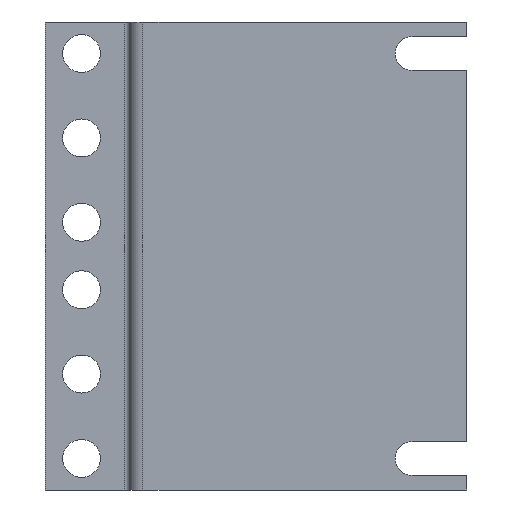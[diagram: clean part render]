
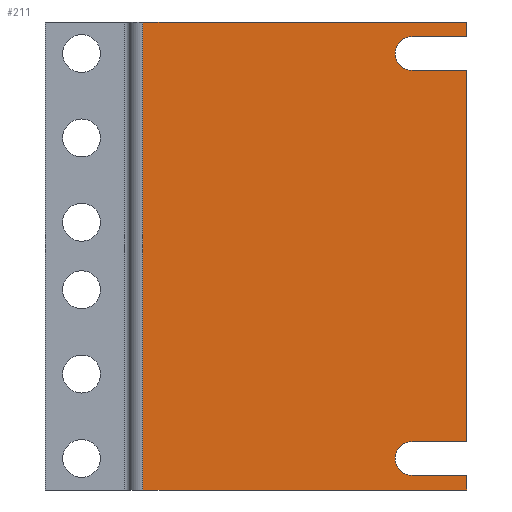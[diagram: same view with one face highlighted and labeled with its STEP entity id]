
A CAD part, front view. The second image highlights one B-rep face of the part: STEP entity #211.
In plain terms, the highlighted planar face has unit normal (0, -1, 0).
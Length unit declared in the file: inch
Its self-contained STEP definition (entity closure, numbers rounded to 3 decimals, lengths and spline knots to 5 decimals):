
#4 = DIRECTION ( 'NONE',  ( 0., 0., 1. ) ) ;
#18 = PLANE ( 'NONE',  #341 ) ;
#26 = EDGE_CURVE ( 'NONE', #619, #263, #404, .T. ) ;
#31 = DIRECTION ( 'NONE',  ( 0., -1., 0. ) ) ;
#48 = VECTOR ( 'NONE', #870, 39.37008 ) ;
#86 = VECTOR ( 'NONE', #707, 39.37008 ) ;
#88 = CARTESIAN_POINT ( 'NONE',  ( -1.5625, 0., 1.375 ) ) ;
#104 = CARTESIAN_POINT ( 'NONE',  ( 1.5625, 0., -1.625 ) ) ;
#119 = ORIENTED_EDGE ( 'NONE', *, *, #193, .F. ) ;
#135 = CARTESIAN_POINT ( 'NONE',  ( 1.1565, 0., 1.375 ) ) ;
#137 = LINE ( 'NONE', #914, #420 ) ;
#162 = DIRECTION ( 'NONE',  ( 0., 0., -1. ) ) ;
#173 = AXIS2_PLACEMENT_3D ( 'NONE', #672, #31, #805 ) ;
#181 = ORIENTED_EDGE ( 'NONE', *, *, #656, .F. ) ;
#183 = EDGE_CURVE ( 'NONE', #874, #473, #629, .T. ) ;
#193 = EDGE_CURVE ( 'NONE', #794, #874, #137, .T. ) ;
#211 = ADVANCED_FACE ( 'NONE', ( #352 ), #18, .F. ) ;
#212 = CARTESIAN_POINT ( 'NONE',  ( 1.1565, 0., -1.5 ) ) ;
#226 = EDGE_CURVE ( 'NONE', #586, #608, #850, .T. ) ;
#232 = CARTESIAN_POINT ( 'NONE',  ( 1.5625, 0., 1.734 ) ) ;
#234 = ORIENTED_EDGE ( 'NONE', *, *, #626, .F. ) ;
#239 = ORIENTED_EDGE ( 'NONE', *, *, #281, .F. ) ;
#243 = CARTESIAN_POINT ( 'NONE',  ( -0.83769, 0., -1.734 ) ) ;
#253 = CARTESIAN_POINT ( 'NONE',  ( 1.1565, 0., -1.625 ) ) ;
#260 = DIRECTION ( 'NONE',  ( 1., 0., 0. ) ) ;
#263 = VERTEX_POINT ( 'NONE', #729 ) ;
#264 = EDGE_CURVE ( 'NONE', #540, #825, #733, .T. ) ;
#273 = CARTESIAN_POINT ( 'NONE',  ( 1.5625, 0., 1.734 ) ) ;
#279 = DIRECTION ( 'NONE',  ( 0., 0., -1. ) ) ;
#281 = EDGE_CURVE ( 'NONE', #825, #586, #570, .T. ) ;
#285 = LINE ( 'NONE', #848, #686 ) ;
#287 = CARTESIAN_POINT ( 'NONE',  ( 1.5625, 0., -1.734 ) ) ;
#297 = DIRECTION ( 'NONE',  ( 0., 1., 0. ) ) ;
#304 = EDGE_CURVE ( 'NONE', #354, #757, #593, .T. ) ;
#306 = LINE ( 'NONE', #806, #415 ) ;
#307 = ORIENTED_EDGE ( 'NONE', *, *, #226, .F. ) ;
#317 = CARTESIAN_POINT ( 'NONE',  ( 1.1565, 0., -1.375 ) ) ;
#341 = AXIS2_PLACEMENT_3D ( 'NONE', #726, #297, #867 ) ;
#352 = FACE_OUTER_BOUND ( 'NONE', #488, .T. ) ;
#354 = VERTEX_POINT ( 'NONE', #104 ) ;
#358 = CARTESIAN_POINT ( 'NONE',  ( 1.5625, 0., -1.375 ) ) ;
#360 = LINE ( 'NONE', #273, #861 ) ;
#369 = VECTOR ( 'NONE', #607, 39.37008 ) ;
#375 = DIRECTION ( 'NONE',  ( 1., 0., 0. ) ) ;
#383 = CARTESIAN_POINT ( 'NONE',  ( -1.5625, 0., 1.625 ) ) ;
#404 = LINE ( 'NONE', #899, #527 ) ;
#415 = VECTOR ( 'NONE', #162, 39.37008 ) ;
#420 = VECTOR ( 'NONE', #796, 39.37008 ) ;
#446 = LINE ( 'NONE', #702, #86 ) ;
#451 = AXIS2_PLACEMENT_3D ( 'NONE', #212, #503, #514 ) ;
#455 = ORIENTED_EDGE ( 'NONE', *, *, #183, .F. ) ;
#473 = VERTEX_POINT ( 'NONE', #253 ) ;
#478 = VECTOR ( 'NONE', #719, 39.37008 ) ;
#488 = EDGE_LOOP ( 'NONE', ( #307, #239, #635, #234, #779, #599, #909, #533, #181, #455, #119, #631 ) ) ;
#503 = DIRECTION ( 'NONE',  ( 0., -1., 0. ) ) ;
#514 = DIRECTION ( 'NONE',  ( 0., 0., -1. ) ) ;
#520 = CARTESIAN_POINT ( 'NONE',  ( 1.1565, 0., 1.625 ) ) ;
#527 = VECTOR ( 'NONE', #260, 39.37008 ) ;
#533 = ORIENTED_EDGE ( 'NONE', *, *, #304, .F. ) ;
#540 = VERTEX_POINT ( 'NONE', #769 ) ;
#570 = CIRCLE ( 'NONE', #173, 0.125 ) ;
#586 = VERTEX_POINT ( 'NONE', #135 ) ;
#593 = LINE ( 'NONE', #232, #369 ) ;
#599 = ORIENTED_EDGE ( 'NONE', *, *, #633, .F. ) ;
#607 = DIRECTION ( 'NONE',  ( 0., 0., -1. ) ) ;
#608 = VERTEX_POINT ( 'NONE', #642 ) ;
#619 = VERTEX_POINT ( 'NONE', #918 ) ;
#626 = EDGE_CURVE ( 'NONE', #263, #540, #360, .T. ) ;
#629 = CIRCLE ( 'NONE', #451, 0.125 ) ;
#631 = ORIENTED_EDGE ( 'NONE', *, *, #819, .F. ) ;
#633 = EDGE_CURVE ( 'NONE', #894, #619, #285, .T. ) ;
#635 = ORIENTED_EDGE ( 'NONE', *, *, #264, .F. ) ;
#642 = CARTESIAN_POINT ( 'NONE',  ( 1.5625, 0., 1.375 ) ) ;
#656 = EDGE_CURVE ( 'NONE', #473, #354, #704, .T. ) ;
#672 = CARTESIAN_POINT ( 'NONE',  ( 1.1565, 0., 1.5 ) ) ;
#682 = EDGE_CURVE ( 'NONE', #757, #894, #446, .T. ) ;
#686 = VECTOR ( 'NONE', #4, 39.37008 ) ;
#702 = CARTESIAN_POINT ( 'NONE',  ( -1.5625, 0., -1.734 ) ) ;
#704 = LINE ( 'NONE', #860, #478 ) ;
#707 = DIRECTION ( 'NONE',  ( -1., 0., 0. ) ) ;
#719 = DIRECTION ( 'NONE',  ( 1., 0., 0. ) ) ;
#726 = CARTESIAN_POINT ( 'NONE',  ( -1.5625, 0., 1.734 ) ) ;
#729 = CARTESIAN_POINT ( 'NONE',  ( 1.5625, 0., 1.734 ) ) ;
#733 = LINE ( 'NONE', #383, #48 ) ;
#757 = VERTEX_POINT ( 'NONE', #287 ) ;
#769 = CARTESIAN_POINT ( 'NONE',  ( 1.5625, 0., 1.625 ) ) ;
#779 = ORIENTED_EDGE ( 'NONE', *, *, #26, .F. ) ;
#794 = VERTEX_POINT ( 'NONE', #358 ) ;
#796 = DIRECTION ( 'NONE',  ( -1., 0., 0. ) ) ;
#805 = DIRECTION ( 'NONE',  ( 0., 0., -1. ) ) ;
#806 = CARTESIAN_POINT ( 'NONE',  ( 1.5625, 0., 1.734 ) ) ;
#819 = EDGE_CURVE ( 'NONE', #608, #794, #306, .T. ) ;
#825 = VERTEX_POINT ( 'NONE', #520 ) ;
#848 = CARTESIAN_POINT ( 'NONE',  ( -0.83769, 0., 1.734 ) ) ;
#850 = LINE ( 'NONE', #88, #863 ) ;
#860 = CARTESIAN_POINT ( 'NONE',  ( -1.5625, 0., -1.625 ) ) ;
#861 = VECTOR ( 'NONE', #279, 39.37008 ) ;
#863 = VECTOR ( 'NONE', #375, 39.37008 ) ;
#867 = DIRECTION ( 'NONE',  ( 0., 0., 1. ) ) ;
#870 = DIRECTION ( 'NONE',  ( -1., 0., 0. ) ) ;
#874 = VERTEX_POINT ( 'NONE', #317 ) ;
#894 = VERTEX_POINT ( 'NONE', #243 ) ;
#899 = CARTESIAN_POINT ( 'NONE',  ( -1.5625, 0., 1.734 ) ) ;
#909 = ORIENTED_EDGE ( 'NONE', *, *, #682, .F. ) ;
#914 = CARTESIAN_POINT ( 'NONE',  ( -1.5625, 0., -1.375 ) ) ;
#918 = CARTESIAN_POINT ( 'NONE',  ( -0.83769, 0., 1.734 ) ) ;
